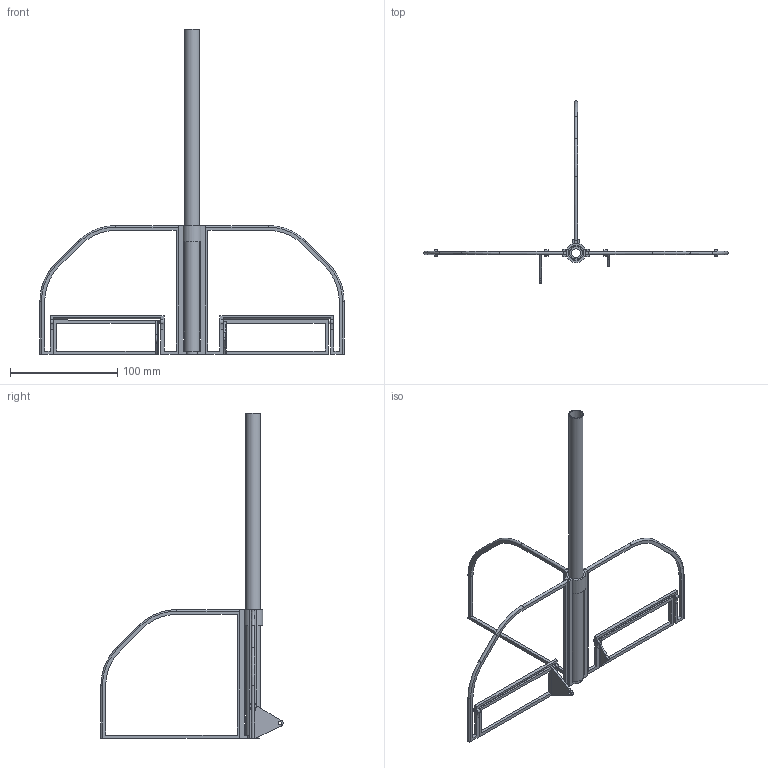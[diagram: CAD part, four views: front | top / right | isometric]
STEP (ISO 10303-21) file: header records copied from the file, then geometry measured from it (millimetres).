
FILE_DESCRIPTION(/* description */ (''),/* implementation_level */ '2;1');
FILE_NAME(/* name */ '7235871b-da63-4b5c-9fb5-83cd60cbce11.stp',/* time_stamp */ '2019-01-08T14:17:46+00:00',/* author */ (''),/* organization */ (''),/* preprocessor_version */ 'ST-DEVELOPER v17.2',/* originating_system */ 'Autodesk Translation Framework v7.6.0.251',/* authorisation */ '');
FILE_SCHEMA (('AUTOMOTIVE_DESIGN { 1 0 10303 214 3 1 1 }'));
Length unit declared in the file: millimetre
Products named in the file (8): tail assembly full; 14mmx 300mm; assembly; horizontal move fin right; rod attachment 2; vertical fin; horizontal move fin left; horzontal fin
Assembly tree (8 placements, depth 3):
  tail assembly full
    14mmx 300mm
    assembly
      vertical fin  x2
      horizontal move fin right
      rod attachment 2
      horizontal move fin left
      horzontal fin
Bounding box: 283.8 x 169.89 x 303.37 mm (x, y, z)
Volume: 45078.4 mm3; surface area: 67140.2 mm2
Topology: 7 solids, 7 shells, 225 faces, 642 edges, 420 vertices
Faces by surface type: plane 154, cylinder 61, torus 10
Full cylindrical faces by diameter (mm): 2.8 x4, 3 x6, 8 x1, 11.8 x1, 12 x1, 14 x1, 14.2 x1
Entity records: 5964 total; most frequent: CARTESIAN_POINT 1096, DIRECTION 985, ORIENTED_EDGE 978, EDGE_CURVE 489, LINE 345, VECTOR 345, AXIS2_PLACEMENT_3D 320, VERTEX_POINT 319
